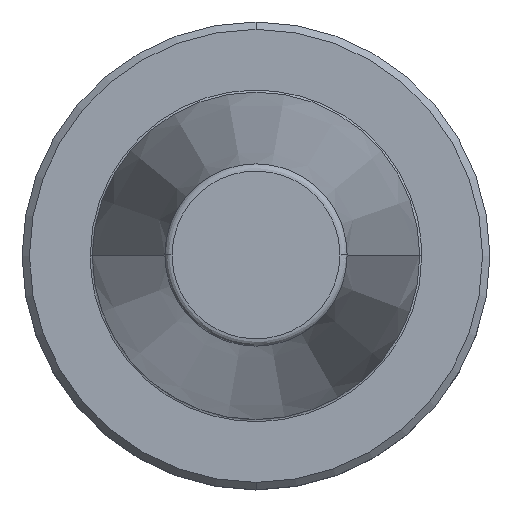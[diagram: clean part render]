
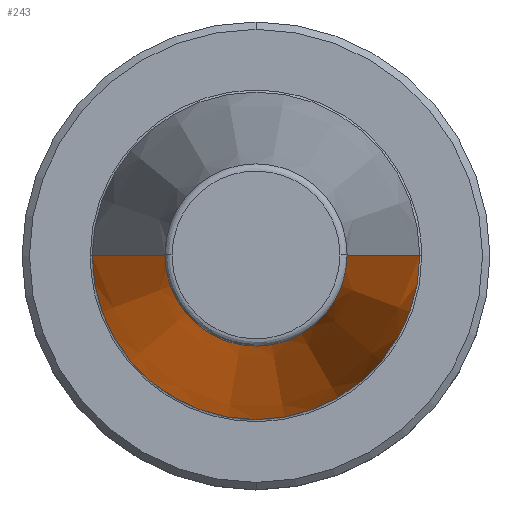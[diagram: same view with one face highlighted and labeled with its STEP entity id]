
A CAD part, top view. The second image highlights one B-rep face of the part: STEP entity #243.
In plain terms, the highlighted conical face has half-angle 8.297 degrees and reference radius 22.225 mm.
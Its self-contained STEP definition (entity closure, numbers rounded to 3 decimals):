
#33 = VERTEX_POINT ( 'NONE', #111 ) ;
#53 = CARTESIAN_POINT ( 'NONE',  ( 22.225, 0., 0. ) ) ;
#54 = DIRECTION ( 'NONE',  ( 0., 0., -1. ) ) ;
#59 = ORIENTED_EDGE ( 'NONE', *, *, #408, .F. ) ;
#67 = EDGE_CURVE ( 'NONE', #33, #1469, #1464, .T. ) ;
#91 = DIRECTION ( 'NONE',  ( 0.144, 0., -0.99 ) ) ;
#94 = LINE ( 'NONE', #1109, #1422 ) ;
#101 = AXIS2_PLACEMENT_3D ( 'NONE', #338, #906, #450 ) ;
#111 = CARTESIAN_POINT ( 'NONE',  ( 12.375, 0., 67.544 ) ) ;
#163 = AXIS2_PLACEMENT_3D ( 'NONE', #535, #54, #566 ) ;
#182 = EDGE_CURVE ( 'NONE', #33, #271, #1511, .T. ) ;
#186 = CARTESIAN_POINT ( 'NONE',  ( 0., 0., 0. ) ) ;
#243 = ADVANCED_FACE ( 'NONE', ( #809 ), #606, .T. ) ;
#262 = EDGE_LOOP ( 'NONE', ( #1274, #808, #1392, #59 ) ) ;
#271 = VERTEX_POINT ( 'NONE', #924 ) ;
#338 = CARTESIAN_POINT ( 'NONE',  ( 0., 0., 67.544 ) ) ;
#349 = CIRCLE ( 'NONE', #1234, 22.225 ) ;
#377 = CARTESIAN_POINT ( 'NONE',  ( 22.225, 0., 0. ) ) ;
#408 = EDGE_CURVE ( 'NONE', #1469, #442, #349, .T. ) ;
#442 = VERTEX_POINT ( 'NONE', #1074 ) ;
#450 = DIRECTION ( 'NONE',  ( -1., 0., 0. ) ) ;
#535 = CARTESIAN_POINT ( 'NONE',  ( 0., 0., 0. ) ) ;
#566 = DIRECTION ( 'NONE',  ( -1., 0., 0. ) ) ;
#606 = CONICAL_SURFACE ( 'NONE', #163, 22.225, 0.145 ) ;
#785 = VECTOR ( 'NONE', #91, 1000. ) ;
#798 = EDGE_CURVE ( 'NONE', #271, #442, #94, .T. ) ;
#808 = ORIENTED_EDGE ( 'NONE', *, *, #182, .T. ) ;
#809 = FACE_OUTER_BOUND ( 'NONE', #262, .T. ) ;
#827 = DIRECTION ( 'NONE',  ( 0., 0., -1. ) ) ;
#906 = DIRECTION ( 'NONE',  ( 0., 0., -1. ) ) ;
#924 = CARTESIAN_POINT ( 'NONE',  ( -12.375, 0., 67.544 ) ) ;
#1074 = CARTESIAN_POINT ( 'NONE',  ( -22.225, 0., 0. ) ) ;
#1109 = CARTESIAN_POINT ( 'NONE',  ( -22.225, 0., 0. ) ) ;
#1111 = DIRECTION ( 'NONE',  ( -0.144, 0., -0.99 ) ) ;
#1234 = AXIS2_PLACEMENT_3D ( 'NONE', #186, #827, #1557 ) ;
#1274 = ORIENTED_EDGE ( 'NONE', *, *, #67, .F. ) ;
#1392 = ORIENTED_EDGE ( 'NONE', *, *, #798, .T. ) ;
#1422 = VECTOR ( 'NONE', #1111, 1000. ) ;
#1464 = LINE ( 'NONE', #53, #785 ) ;
#1469 = VERTEX_POINT ( 'NONE', #377 ) ;
#1511 = CIRCLE ( 'NONE', #101, 12.375 ) ;
#1557 = DIRECTION ( 'NONE',  ( 1., 0., 0. ) ) ;
